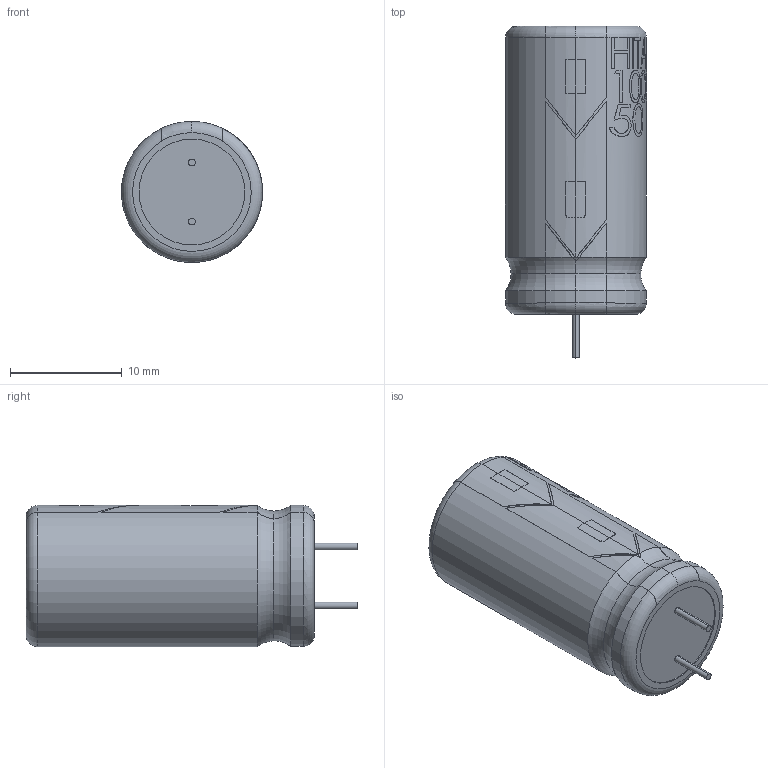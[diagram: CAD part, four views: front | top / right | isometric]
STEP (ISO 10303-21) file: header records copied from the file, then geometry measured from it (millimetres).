
FILE_DESCRIPTION (( 'STEP AP214' ), '1' );
FILE_NAME ('HITANO 1000uF 50V 85.STEP', '2024-03-08T14:50:45', ( '' ), ( '' ), 'SwSTEP 2.0', 'SolidWorks 2024', '' );
FILE_SCHEMA (( 'AUTOMOTIVE_DESIGN' ));
Length unit declared in the file: millimetre
Products named in the file (1): HITANO 1000uF 50V 85
Bounding box: 12.6 x 29.65 x 12.61 mm (x, y, z)
Volume: 3144.4 mm3; surface area: 1269.9 mm2
Topology: 1 solids, 1 shells, 248 faces, 646 edges, 419 vertices
Faces by surface type: plane 128, bspline 58, cylinder 46, torus 16
Entity records: 13354 total; most frequent: CARTESIAN_POINT 5434, ORIENTED_EDGE 1292, DIRECTION 979, EDGE_CURVE 646, VERTEX_POINT 419, AXIS2_PLACEMENT_3D 340, LINE 299, VECTOR 299
